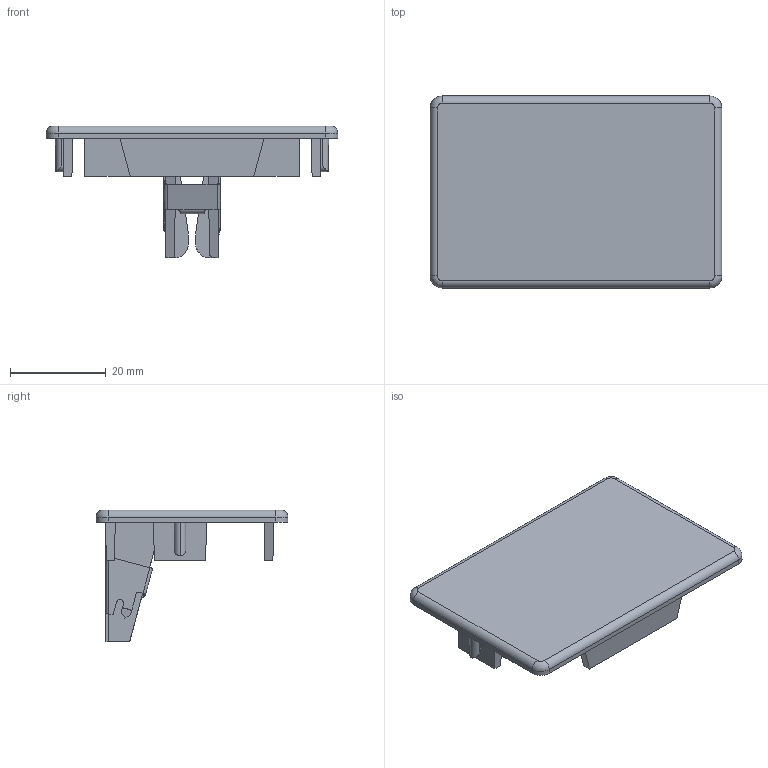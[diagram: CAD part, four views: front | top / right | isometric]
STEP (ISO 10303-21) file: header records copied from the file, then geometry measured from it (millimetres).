
FILE_DESCRIPTION (( 'STEP AP214' ), '1' );
FILE_NAME ('6162606.stp', '2016-10-05T10:58:07', ( '' ), ( '' ), 'SwSTEP 2.0', 'SolidWorks 2016', '' );
FILE_SCHEMA (( 'AUTOMOTIVE_DESIGN' ));
Length unit declared in the file: millimetre
Products named in the file (3): Endstueck; Sperrfeder; 6162606
Assembly tree (2 placements, depth 2):
  6162606
    Endstueck
    Sperrfeder
Bounding box: 60.75 x 40 x 27.5 mm (x, y, z)
Volume: 8062.7 mm3; surface area: 8195.7 mm2
Topology: 2 solids, 2 shells, 148 faces, 385 edges, 248 vertices
Faces by surface type: plane 97, cylinder 37, bspline 10, torus 4
Entity records: 9143 total; most frequent: CARTESIAN_POINT 3941, ORIENTED_EDGE 770, DIRECTION 633, EDGE_CURVE 385, VECTOR 267, LINE 267, VERTEX_POINT 248, AXIS2_PLACEMENT_3D 183
